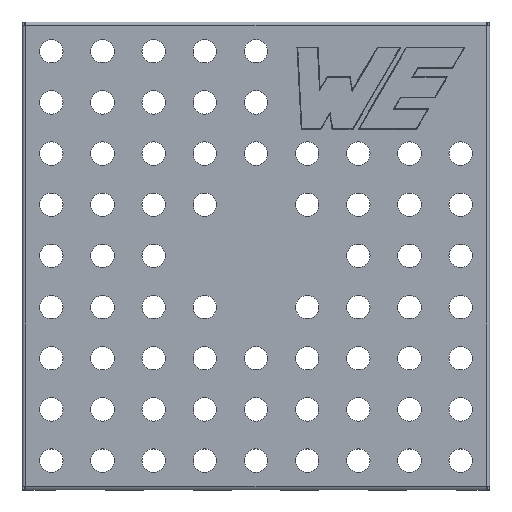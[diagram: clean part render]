
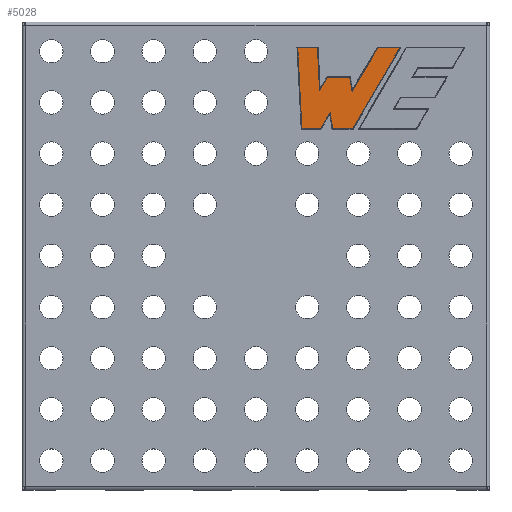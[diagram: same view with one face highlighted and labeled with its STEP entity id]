
A CAD part, top view. The second image highlights one B-rep face of the part: STEP entity #5028.
In plain terms, the highlighted planar face has unit normal (0, 0, 1).
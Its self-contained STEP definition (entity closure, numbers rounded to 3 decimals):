
#688=ORIENTED_EDGE('',*,*,#1980,.F.);
#689=ORIENTED_EDGE('',*,*,#1990,.F.);
#690=ORIENTED_EDGE('',*,*,#2000,.F.);
#691=ORIENTED_EDGE('',*,*,#2010,.F.);
#692=ORIENTED_EDGE('',*,*,#2019,.F.);
#693=ORIENTED_EDGE('',*,*,#2022,.F.);
#694=ORIENTED_EDGE('',*,*,#2020,.F.);
#695=ORIENTED_EDGE('',*,*,#2011,.F.);
#696=ORIENTED_EDGE('',*,*,#2001,.F.);
#697=ORIENTED_EDGE('',*,*,#1991,.F.);
#698=ORIENTED_EDGE('',*,*,#1981,.F.);
#699=ORIENTED_EDGE('',*,*,#1971,.F.);
#700=ORIENTED_EDGE('',*,*,#1968,.F.);
#1968=EDGE_CURVE('',#2647,#2648,#3172,.T.);
#1971=EDGE_CURVE('',#2648,#2649,#3175,.T.);
#1980=EDGE_CURVE('',#2654,#2647,#3184,.T.);
#1981=EDGE_CURVE('',#2649,#2655,#3185,.T.);
#1990=EDGE_CURVE('',#2660,#2654,#3194,.T.);
#1991=EDGE_CURVE('',#2655,#2661,#3195,.T.);
#2000=EDGE_CURVE('',#2666,#2660,#3204,.T.);
#2001=EDGE_CURVE('',#2661,#2667,#3205,.T.);
#2010=EDGE_CURVE('',#2672,#2666,#3214,.T.);
#2011=EDGE_CURVE('',#2667,#2673,#3215,.T.);
#2019=EDGE_CURVE('',#2676,#2672,#3223,.T.);
#2020=EDGE_CURVE('',#2673,#2677,#3224,.T.);
#2022=EDGE_CURVE('',#2677,#2676,#3226,.T.);
#2647=VERTEX_POINT('',#7578);
#2648=VERTEX_POINT('',#7579);
#2649=VERTEX_POINT('',#7584);
#2654=VERTEX_POINT('',#7600);
#2655=VERTEX_POINT('',#7604);
#2660=VERTEX_POINT('',#7620);
#2661=VERTEX_POINT('',#7624);
#2666=VERTEX_POINT('',#7640);
#2667=VERTEX_POINT('',#7644);
#2672=VERTEX_POINT('',#7660);
#2673=VERTEX_POINT('',#7664);
#2676=VERTEX_POINT('',#7677);
#2677=VERTEX_POINT('',#7681);
#3172=LINE('',#7577,#3565);
#3175=LINE('',#7583,#3568);
#3184=LINE('',#7601,#3577);
#3185=LINE('',#7603,#3578);
#3194=LINE('',#7621,#3587);
#3195=LINE('',#7623,#3588);
#3204=LINE('',#7641,#3597);
#3205=LINE('',#7643,#3598);
#3214=LINE('',#7661,#3607);
#3215=LINE('',#7663,#3608);
#3223=LINE('',#7678,#3616);
#3224=LINE('',#7680,#3617);
#3226=LINE('',#7684,#3619);
#3565=VECTOR('',#5987,1000.);
#3568=VECTOR('',#5992,1000.);
#3577=VECTOR('',#6007,1000.);
#3578=VECTOR('',#6010,1000.);
#3587=VECTOR('',#6025,1000.);
#3588=VECTOR('',#6028,1000.);
#3597=VECTOR('',#6043,1000.);
#3598=VECTOR('',#6046,1000.);
#3607=VECTOR('',#6061,1000.);
#3608=VECTOR('',#6064,1000.);
#3616=VECTOR('',#6078,1000.);
#3617=VECTOR('',#6081,1000.);
#3619=VECTOR('',#6085,1000.);
#3938=EDGE_LOOP('',(#688,#689,#690,#691,#692,#693,#694,#695,#696,#697,#698,
#699,#700));
#4422=FACE_BOUND('',#3938,.T.);
#4906=PLANE('',#5319);
#5028=ADVANCED_FACE('',(#4422),#4906,.F.);
#5319=AXIS2_PLACEMENT_3D('',#7685,#6086,#6087);
#5987=DIRECTION('',(1.,0.,0.));
#5992=DIRECTION('',(-0.504,-0.864,0.));
#6007=DIRECTION('',(0.512,0.859,0.));
#6010=DIRECTION('',(-1.,0.,0.));
#6025=DIRECTION('',(0.171,-0.985,0.));
#6028=DIRECTION('',(-0.171,0.985,0.));
#6043=DIRECTION('',(1.,0.,0.));
#6046=DIRECTION('',(-0.512,-0.859,0.));
#6061=DIRECTION('',(0.512,0.859,0.));
#6064=DIRECTION('',(-1.,0.,0.));
#6078=DIRECTION('',(0.047,-0.999,0.));
#6081=DIRECTION('',(-0.052,0.999,0.));
#6085=DIRECTION('',(1.,0.,0.));
#6086=DIRECTION('',(0.,0.,-1.));
#6087=DIRECTION('',(-1.,0.,0.));
#7577=CARTESIAN_POINT('',(8.333,14.225,6.));
#7578=CARTESIAN_POINT('',(8.333,14.225,6.));
#7579=CARTESIAN_POINT('',(9.827,14.225,6.));
#7583=CARTESIAN_POINT('',(9.827,14.225,6.));
#7584=CARTESIAN_POINT('',(6.616,8.717,6.));
#7600=CARTESIAN_POINT('',(6.566,11.264,6.));
#7601=CARTESIAN_POINT('',(6.566,11.264,6.));
#7603=CARTESIAN_POINT('',(6.616,8.717,6.));
#7604=CARTESIAN_POINT('',(5.251,8.717,6.));
#7620=CARTESIAN_POINT('',(6.405,12.196,6.));
#7621=CARTESIAN_POINT('',(6.405,12.196,6.));
#7623=CARTESIAN_POINT('',(5.251,8.717,6.));
#7624=CARTESIAN_POINT('',(5.063,9.8,6.));
#7640=CARTESIAN_POINT('',(4.887,12.196,6.));
#7641=CARTESIAN_POINT('',(4.887,12.196,6.));
#7643=CARTESIAN_POINT('',(5.063,9.8,6.));
#7644=CARTESIAN_POINT('',(4.417,8.717,6.));
#7660=CARTESIAN_POINT('',(4.342,11.282,6.));
#7661=CARTESIAN_POINT('',(4.342,11.282,6.));
#7663=CARTESIAN_POINT('',(4.417,8.717,6.));
#7664=CARTESIAN_POINT('',(3.142,8.717,6.));
#7677=CARTESIAN_POINT('',(4.203,14.225,6.));
#7678=CARTESIAN_POINT('',(4.203,14.225,6.));
#7680=CARTESIAN_POINT('',(3.142,8.717,6.));
#7681=CARTESIAN_POINT('',(2.855,14.225,6.));
#7684=CARTESIAN_POINT('',(2.855,14.225,6.));
#7685=CARTESIAN_POINT('',(-16.,15.75,6.));
